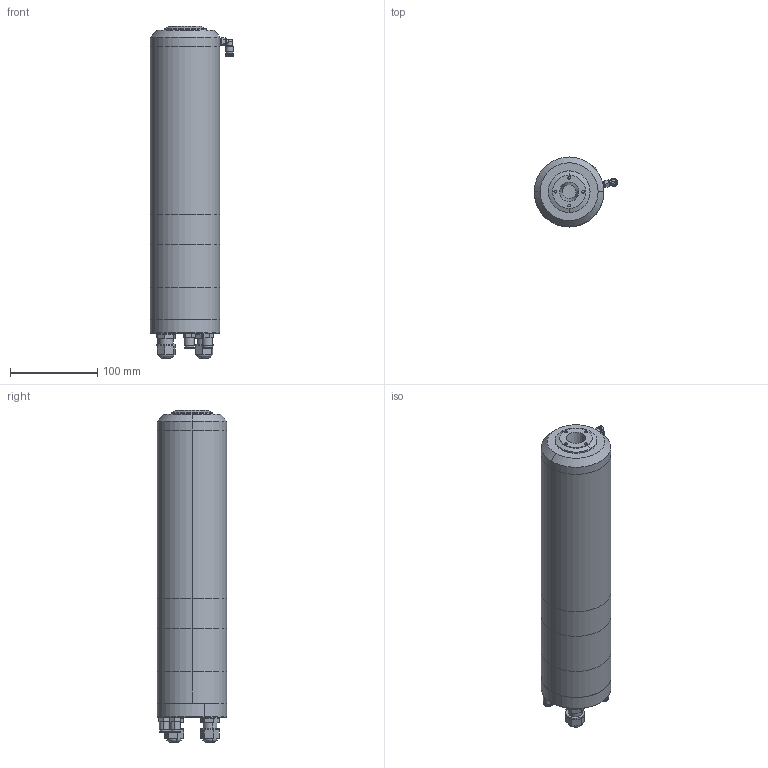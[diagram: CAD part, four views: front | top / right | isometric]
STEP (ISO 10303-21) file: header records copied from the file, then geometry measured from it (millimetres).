
FILE_DESCRIPTION (( 'STEP AP214' ), '1' );
FILE_NAME ('GDL80-20-24Z-1.5.STEP', '2024-07-06T01:33:23', ( '00' ), ( '' ), 'SwSTEP 2.0', 'SolidWorks 2018', '' );
FILE_SCHEMA (( 'AUTOMOTIVE_DESIGN' ));
Length unit declared in the file: millimetre
Products named in the file (10): 籵蚚M10ァ郲; 橾80ァ詰2; 橾80ヶ蹟譫; 橾80ァ詰1; 橾80ァ詰3; PL4M5-S; 橾80儂褲193.5; GDL80-20-24Z-1.5; 橾80ァ詰4; 陓瘍羲壽M12
Assembly tree (12 placements, depth 2):
  GDL80-20-24Z-1.5
    橾80儂褲193.5
    橾80ヶ蹟譫
    橾80ァ詰1
    橾80ァ詰2
    橾80ァ詰3
    橾80ァ詰4
    陓瘍羲壽M12  x2
    籵蚚M10ァ郲  x3
    PL4M5-S
Bounding box: 95.7 x 80 x 381.5 mm (x, y, z)
Volume: 1752887.2 mm3; surface area: 166857.9 mm2
Topology: 12 solids, 12 shells, 347 faces, 760 edges, 479 vertices
Faces by surface type: plane 145, cylinder 144, cone 40, bspline 16, torus 2
Entity records: 10017 total; most frequent: CARTESIAN_POINT 1947, DIRECTION 1323, ORIENTED_EDGE 1128, EDGE_CURVE 564, AXIS2_PLACEMENT_3D 551, VERTEX_POINT 355, EDGE_LOOP 319, CIRCLE 290
